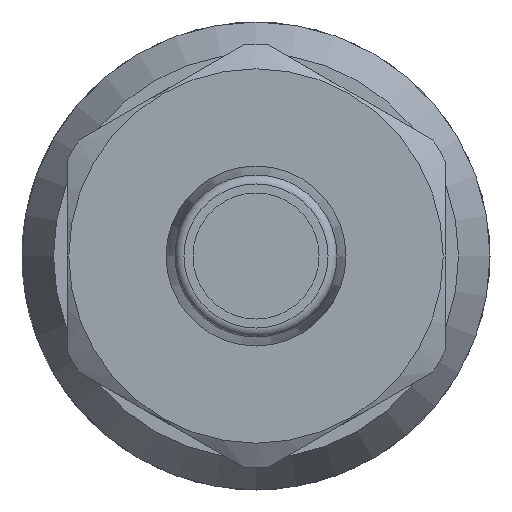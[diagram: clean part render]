
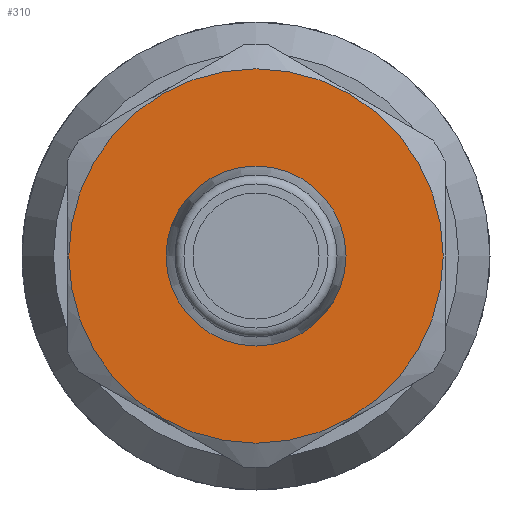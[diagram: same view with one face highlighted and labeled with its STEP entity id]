
A CAD part, left-side view. The second image highlights one B-rep face of the part: STEP entity #310.
In plain terms, the highlighted planar face has unit normal (-1, 0, 0).
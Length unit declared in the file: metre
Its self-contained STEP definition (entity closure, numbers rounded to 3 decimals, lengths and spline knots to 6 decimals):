
#310 = ADVANCED_FACE( 'NONE', ( #659, #660 ), #661, .T. );
#659 = FACE_OUTER_BOUND( '', #1007, .T. );
#660 = FACE_BOUND( '', #1008, .T. );
#661 = PLANE( '', #1009 );
#1007 = EDGE_LOOP( '', ( #1779 ) );
#1008 = EDGE_LOOP( '', ( #1780 ) );
#1009 = AXIS2_PLACEMENT_3D( '', #1781, #1782, #1783 );
#1779 = ORIENTED_EDGE( '', *, *, #2014, .T. );
#1780 = ORIENTED_EDGE( '', *, *, #1917, .F. );
#1781 = CARTESIAN_POINT( '', ( -0.055, 0., 0.005 ) );
#1782 = DIRECTION( '', ( -1., 0., 0. ) );
#1783 = DIRECTION( '', ( 0., 0., 1. ) );
#1917 = EDGE_CURVE( 'NONE', #2288, #2288, #2289, .T. );
#2014 = EDGE_CURVE( 'NONE', #2436, #2436, #2437, .T. );
#2288 = VERTEX_POINT( '', #3215 );
#2289 = CIRCLE( '', #3216, 0.005 );
#2436 = VERTEX_POINT( '', #3592 );
#2437 = CIRCLE( '', #3593, 0.0104 );
#3215 = CARTESIAN_POINT( '', ( -0.055, -0.005, 0. ) );
#3216 = AXIS2_PLACEMENT_3D( '', #3892, #3893, #3894 );
#3592 = CARTESIAN_POINT( '', ( -0.055, -0.0104, 0. ) );
#3593 = AXIS2_PLACEMENT_3D( '', #4000, #4001, #4002 );
#3892 = CARTESIAN_POINT( '', ( -0.055, 0., 0. ) );
#3893 = DIRECTION( '', ( -1., 0., 0. ) );
#3894 = DIRECTION( '', ( 0., -1., 0. ) );
#4000 = CARTESIAN_POINT( '', ( -0.055, 0., 0. ) );
#4001 = DIRECTION( '', ( -1., 0., 0. ) );
#4002 = DIRECTION( '', ( 0., -1., 0. ) );
